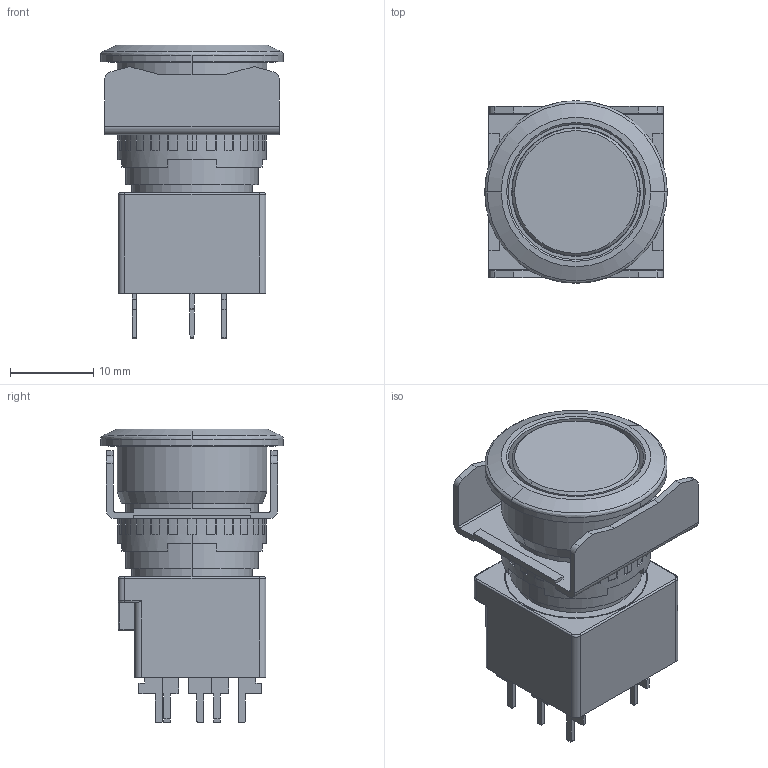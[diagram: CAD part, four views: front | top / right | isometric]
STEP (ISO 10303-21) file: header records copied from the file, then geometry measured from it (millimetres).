
FILE_DESCRIPTION (( 'STEP AP214' ), '1' );
FILE_NAME ('202_LB6(M)L-[M][A]1Tx[1][3][4]V$.STEP', '2020-09-25T01:17:45', ( 'IDEC' ), ( 'IDEC' ), 'SwSTEP 2.0', 'SolidWorks 2019', '' );
FILE_SCHEMA (( 'AUTOMOTIVE_DESIGN' ));
Length unit declared in the file: millimetre
Products named in the file (5): LB-FL-BODY-M; LB-FL-NUT-SET; LB-OPERATOR-M; 202_LB6(M)L-[M][A]1Tx[1][3][4]V$; LB-T20V
Assembly tree (4 placements, depth 2):
  202_LB6(M)L-[M][A]1Tx[1][3][4]V$
    LB-FL-BODY-M
    LB-OPERATOR-M
    LB-T20V
    LB-FL-NUT-SET
Bounding box: 22 x 22 x 35.4 mm (x, y, z)
Volume: 7631.2 mm3; surface area: 6310.7 mm2
Topology: 4 solids, 4 shells, 390 faces, 1057 edges, 684 vertices
Faces by surface type: plane 242, cylinder 122, bspline 14, cone 12
Entity records: 13440 total; most frequent: CARTESIAN_POINT 2530, ORIENTED_EDGE 2102, DIRECTION 2086, EDGE_CURVE 1051, LINE 726, VECTOR 726, VERTEX_POINT 684, AXIS2_PLACEMENT_3D 680
